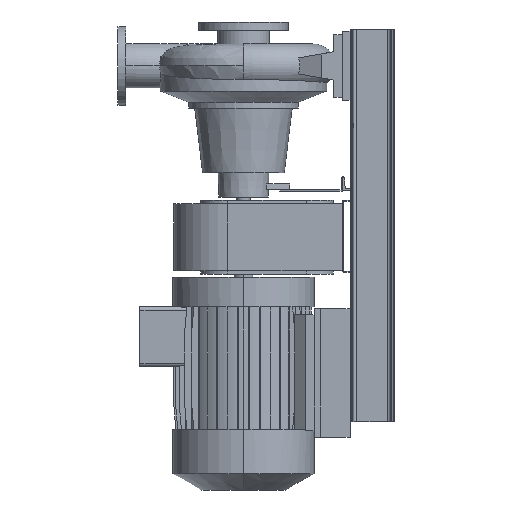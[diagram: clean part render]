
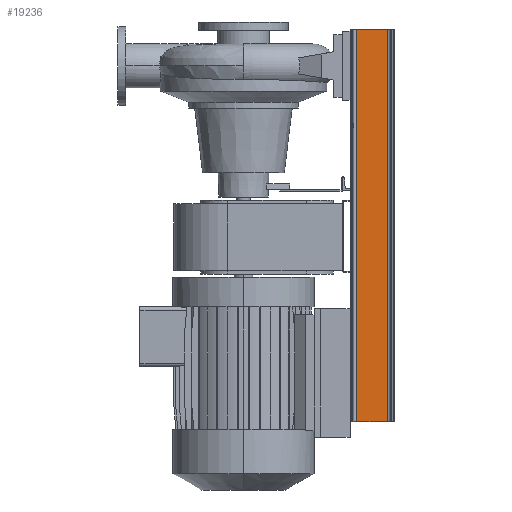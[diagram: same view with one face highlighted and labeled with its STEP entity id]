
A CAD part, left-side view. The second image highlights one B-rep face of the part: STEP entity #19236.
In plain terms, the highlighted face is planar.
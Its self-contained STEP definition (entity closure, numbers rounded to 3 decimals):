
#186 = DIRECTION ( 'NONE',  ( 1., 0., 0. ) ) ;
#222 = DIRECTION ( 'NONE',  ( 0., 1., 0. ) ) ;
#561 = FACE_OUTER_BOUND ( 'NONE', #7073, .T. ) ;
#2014 = AXIS2_PLACEMENT_3D ( 'NONE', #22807, #11740, #186 ) ;
#2807 = CARTESIAN_POINT ( 'NONE',  ( 625., 21.078, -187. ) ) ;
#3419 = EDGE_CURVE ( 'NONE', #5013, #19592, #11824, .T. ) ;
#4932 = EDGE_CURVE ( 'NONE', #20563, #10575, #5024, .T. ) ;
#5013 = VERTEX_POINT ( 'NONE', #5502 ) ;
#5024 = LINE ( 'NONE', #24393, #14393 ) ;
#5401 = LINE ( 'NONE', #20667, #24352 ) ;
#5502 = CARTESIAN_POINT ( 'NONE',  ( 625., 118.922, -187. ) ) ;
#7073 = EDGE_LOOP ( 'NONE', ( #13238, #20041, #14787, #21282 ) ) ;
#7245 = DIRECTION ( 'NONE',  ( -1., 0., 0. ) ) ;
#7860 = DIRECTION ( 'NONE',  ( -1., 0., 0. ) ) ;
#8057 = LINE ( 'NONE', #23459, #22692 ) ;
#8158 = PLANE ( 'NONE',  #2014 ) ;
#10575 = VERTEX_POINT ( 'NONE', #11956 ) ;
#11740 = DIRECTION ( 'NONE',  ( 0., 0., 1. ) ) ;
#11824 = LINE ( 'NONE', #23258, #21076 ) ;
#11956 = CARTESIAN_POINT ( 'NONE',  ( -625., 21.078, -187. ) ) ;
#12663 = EDGE_CURVE ( 'NONE', #20563, #5013, #5401, .T. ) ;
#13238 = ORIENTED_EDGE ( 'NONE', *, *, #20129, .T. ) ;
#14393 = VECTOR ( 'NONE', #7245, 1000. ) ;
#14787 = ORIENTED_EDGE ( 'NONE', *, *, #12663, .F. ) ;
#17058 = CARTESIAN_POINT ( 'NONE',  ( -625., 118.922, -187. ) ) ;
#17186 = DIRECTION ( 'NONE',  ( 0., 1., 0. ) ) ;
#19236 = ADVANCED_FACE ( 'NONE', ( #561 ), #8158, .F. ) ;
#19592 = VERTEX_POINT ( 'NONE', #17058 ) ;
#20041 = ORIENTED_EDGE ( 'NONE', *, *, #3419, .F. ) ;
#20129 = EDGE_CURVE ( 'NONE', #10575, #19592, #8057, .T. ) ;
#20563 = VERTEX_POINT ( 'NONE', #2807 ) ;
#20667 = CARTESIAN_POINT ( 'NONE',  ( 625., 118.922, -187. ) ) ;
#21076 = VECTOR ( 'NONE', #7860, 1000. ) ;
#21282 = ORIENTED_EDGE ( 'NONE', *, *, #4932, .T. ) ;
#22692 = VECTOR ( 'NONE', #222, 1000. ) ;
#22807 = CARTESIAN_POINT ( 'NONE',  ( 625., 118.922, -187. ) ) ;
#23258 = CARTESIAN_POINT ( 'NONE',  ( 625., 118.922, -187. ) ) ;
#23459 = CARTESIAN_POINT ( 'NONE',  ( -625., 118.922, -187. ) ) ;
#24352 = VECTOR ( 'NONE', #17186, 1000. ) ;
#24393 = CARTESIAN_POINT ( 'NONE',  ( 625., 21.078, -187. ) ) ;
